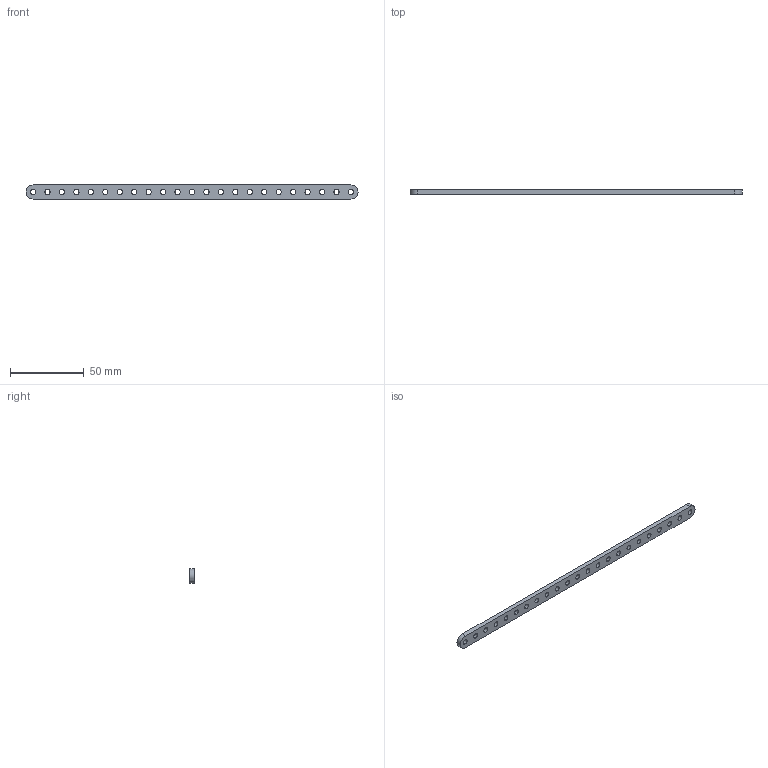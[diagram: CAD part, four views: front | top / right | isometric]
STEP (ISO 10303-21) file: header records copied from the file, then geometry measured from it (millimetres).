
FILE_DESCRIPTION (( 'STEP AP203' ), '1' );
FILE_NAME ('585680.STEP', '2014-10-27T21:52:54', ( 'Kyle' ), ( 'Microsoft' ), 'SwSTEP 2.0', 'SolidWorks 2014', '' );
FILE_SCHEMA (( 'CONFIG_CONTROL_DESIGN' ));
Length unit declared in the file: inch
Products named in the file (1): 585680
Bounding box: 224.66 x 3.17 x 9.53 mm (x, y, z)
Volume: 6007.2 mm3; surface area: 6061 mm2
Topology: 1 solids, 1 shells, 52 faces, 150 edges, 100 vertices
Faces by surface type: cylinder 48, plane 4
Entity records: 1941 total; most frequent: DIRECTION 352, CARTESIAN_POINT 303, ORIENTED_EDGE 300, EDGE_CURVE 150, AXIS2_PLACEMENT_3D 149, VERTEX_POINT 100, EDGE_LOOP 98, CIRCLE 96
